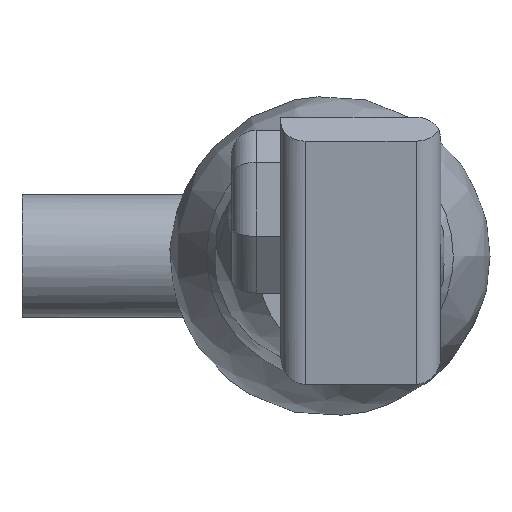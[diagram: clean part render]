
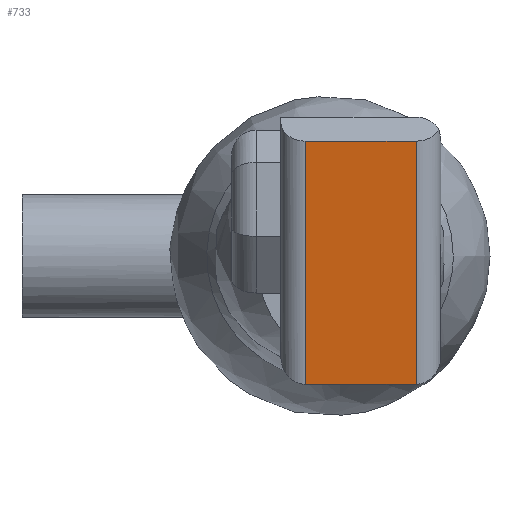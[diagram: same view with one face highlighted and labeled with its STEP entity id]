
A CAD part, front view. The second image highlights one B-rep face of the part: STEP entity #733.
In plain terms, the highlighted planar face has unit normal (0, -0.99, -0.138).
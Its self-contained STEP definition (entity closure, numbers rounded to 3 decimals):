
#55=PLANE('',#829);
#61=LINE('',#1204,#117);
#94=LINE('',#1297,#150);
#101=LINE('',#1328,#157);
#112=LINE('',#1353,#168);
#117=VECTOR('',#877,10.);
#150=VECTOR('',#966,10.);
#157=VECTOR('',#995,10.);
#168=VECTOR('',#1028,10.);
#217=FACE_OUTER_BOUND('',#258,.T.);
#258=EDGE_LOOP('',(#650,#651,#652,#653));
#314=VERTEX_POINT('',#1192);
#319=VERTEX_POINT('',#1203);
#350=VERTEX_POINT('',#1294);
#351=VERTEX_POINT('',#1296);
#390=EDGE_CURVE('',#319,#314,#61,.T.);
#438=EDGE_CURVE('',#351,#350,#94,.T.);
#451=EDGE_CURVE('',#351,#314,#101,.T.);
#462=EDGE_CURVE('',#319,#350,#112,.T.);
#650=ORIENTED_EDGE('',*,*,#390,.T.);
#651=ORIENTED_EDGE('',*,*,#451,.F.);
#652=ORIENTED_EDGE('',*,*,#438,.T.);
#653=ORIENTED_EDGE('',*,*,#462,.F.);
#733=ADVANCED_FACE('',(#217),#55,.F.);
#829=AXIS2_PLACEMENT_3D('',#1354,#1029,#1030);
#877=DIRECTION('',(0.,0.138,-0.99));
#966=DIRECTION('',(0.,-0.138,0.99));
#995=DIRECTION('',(-1.,0.,0.));
#1028=DIRECTION('',(1.,0.,0.));
#1029=DIRECTION('center_axis',(0.,0.99,0.138));
#1030=DIRECTION('ref_axis',(0.,0.138,-0.99));
#1192=CARTESIAN_POINT('',(-2.,-65.239,-10.406));
#1203=CARTESIAN_POINT('',(-2.,-67.993,9.329));
#1204=CARTESIAN_POINT('',(-2.,-67.289,4.28));
#1294=CARTESIAN_POINT('',(7.,-67.993,9.329));
#1296=CARTESIAN_POINT('',(7.,-65.239,-10.406));
#1297=CARTESIAN_POINT('',(7.,-67.289,4.28));
#1328=CARTESIAN_POINT('',(0.,-65.239,-10.406));
#1353=CARTESIAN_POINT('',(0.,-67.993,9.329));
#1354=CARTESIAN_POINT('Origin',(0.,-67.993,9.329));
